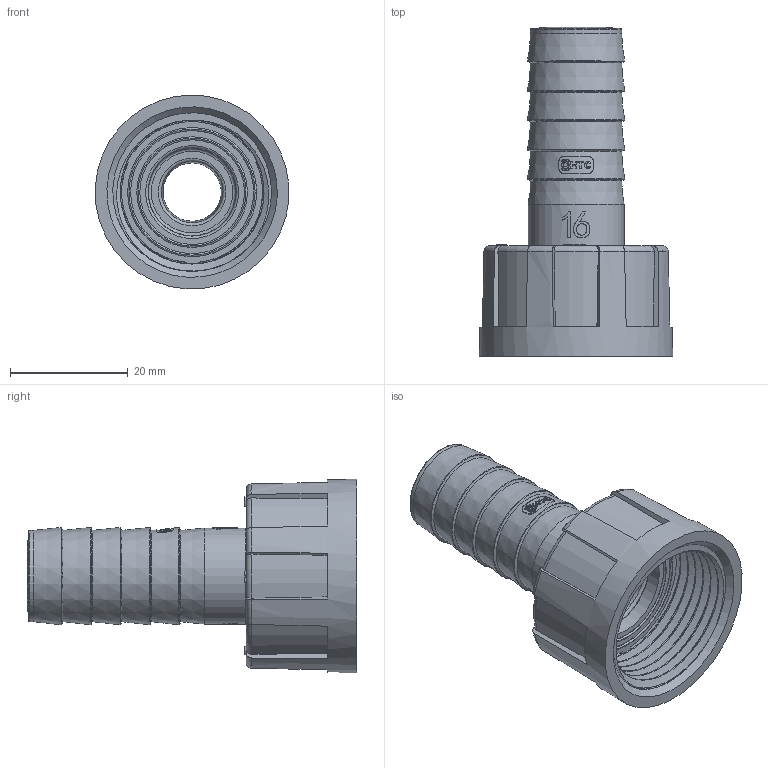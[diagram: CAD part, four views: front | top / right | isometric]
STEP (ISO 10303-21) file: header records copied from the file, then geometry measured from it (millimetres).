
FILE_DESCRIPTION(/* description */ (''),/* implementation_level */ '2;1');
FILE_NAME(/* name */ '直管3-4x16组合件_20251215_1602.stp',/* time_stamp */ '2025-12-15T16:02:27+08:00',/* author */ (''),/* organization */ (''),/* preprocessor_version */ 'ST-DEVELOPER v16.7',/* originating_system */ 'SIEMENS PLM Software NX 12.0',/* authorisation */ '');
FILE_SCHEMA (('AP203_CONFIGURATION_CONTROLLED_3D_DESIGN_OF_MECHANICAL_PARTS_AND_ASSEMBLIES_MIM_LF { 1 0 10303 403 2 1 2}'));
Length unit declared in the file: millimetre
Products named in the file (1): Admi0C70CC5Cawop
Bounding box: 32.93 x 55.98 x 32.97 mm (x, y, z)
Volume: 11873.9 mm3; surface area: 10669.7 mm2
Topology: 3 solids, 3 shells, 515 faces, 1357 edges, 897 vertices
Faces by surface type: plane 298, cylinder 84, extrusion 71, torus 32, cone 25, sphere 3, bspline 2
Full cylindrical faces by diameter (mm): 0.611 x1, 0.682 x1, 0.921 x1, 1.245 x1, 15.531 x1, 15.81 x1, 16.332 x1, 17.816 x1, 18.836 x1, 20.039 x1, 20.944 x1, 21.2 x1, 21.964 x1, 23.97 x1, 24.047 x1
Entity records: 23262 total; most frequent: CARTESIAN_POINT 9528, ORIENTED_EDGE 2520, DIRECTION 2164, EDGE_CURVE 1260, VERTEX_POINT 860, AXIS2_PLACEMENT_3D 784, EDGE_LOOP 626, VECTOR 596
